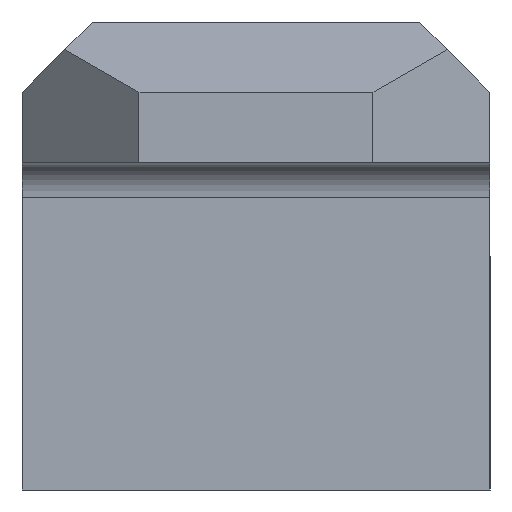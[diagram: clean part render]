
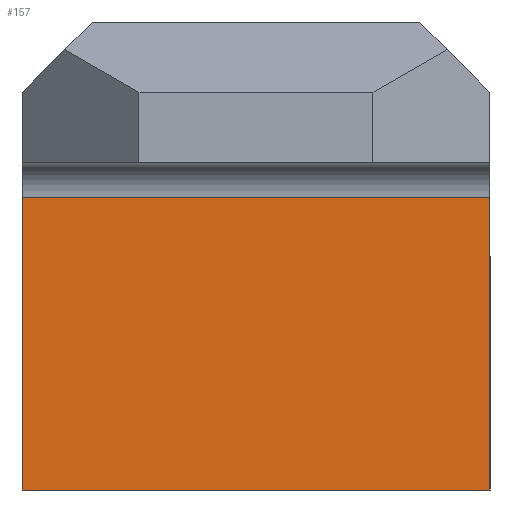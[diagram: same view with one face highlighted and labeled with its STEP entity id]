
A CAD part, left-side view. The second image highlights one B-rep face of the part: STEP entity #157.
In plain terms, the highlighted planar face has unit normal (-1, 0, 0).
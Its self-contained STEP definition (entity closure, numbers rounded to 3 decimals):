
#157=ADVANCED_FACE('',(#398),#399,.T.);
#173=EDGE_CURVE('',#325,#355,#417,.T.);
#195=VERTEX_POINT('',#442);
#303=EDGE_CURVE('',#195,#307,#559,.T.);
#307=VERTEX_POINT('',#564);
#315=EDGE_CURVE('',#307,#325,#572,.T.);
#321=EDGE_CURVE('',#195,#355,#579,.T.);
#325=VERTEX_POINT('',#583);
#355=VERTEX_POINT('',#615);
#398=FACE_OUTER_BOUND('',#654,.T.);
#399=PLANE('',#655);
#417=LINE('',#683,#684);
#442=CARTESIAN_POINT('',(14.0,-20.0,-3.));
#559=LINE('',#882,#883);
#564=CARTESIAN_POINT('',(14.0,-20.0,-28.0));
#572=LINE('',#902,#903);
#579=LINE('',#911,#912);
#583=CARTESIAN_POINT('',(14.0,20.0,-28.0));
#615=CARTESIAN_POINT('',(14.0,20.0,-3.));
#654=EDGE_LOOP('',(#1004,#1005,#1006,#1007));
#655=AXIS2_PLACEMENT_3D('',#1008,#1009,#1010);
#683=CARTESIAN_POINT('',(14.0,20.0,-15.5));
#684=VECTOR('',#1034,1.0);
#882=CARTESIAN_POINT('',(14.0,-20.0,-15.5));
#883=VECTOR('',#1172,1.0);
#902=CARTESIAN_POINT('',(14.0,-10.,-28.0));
#903=VECTOR('',#1186,1.0);
#911=CARTESIAN_POINT('',(14.0,-20.0,-3.));
#912=VECTOR('',#1196,1.0);
#1004=ORIENTED_EDGE('',*,*,#173,.F.);
#1005=ORIENTED_EDGE('',*,*,#315,.F.);
#1006=ORIENTED_EDGE('',*,*,#303,.F.);
#1007=ORIENTED_EDGE('',*,*,#321,.T.);
#1008=CARTESIAN_POINT('',(14.0,-20.0,-3.));
#1009=DIRECTION('',(-1.0,0.0,0.0));
#1010=DIRECTION('',(0.0,1.0,0.0));
#1034=DIRECTION('',(0.0,0.0,1.0));
#1172=DIRECTION('',(0.0,0.0,-1.0));
#1186=DIRECTION('',(0.0,1.0,0.0));
#1196=DIRECTION('',(0.0,1.0,0.0));
